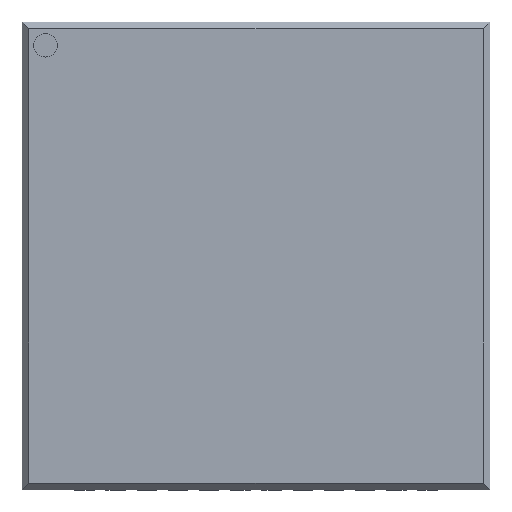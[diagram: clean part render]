
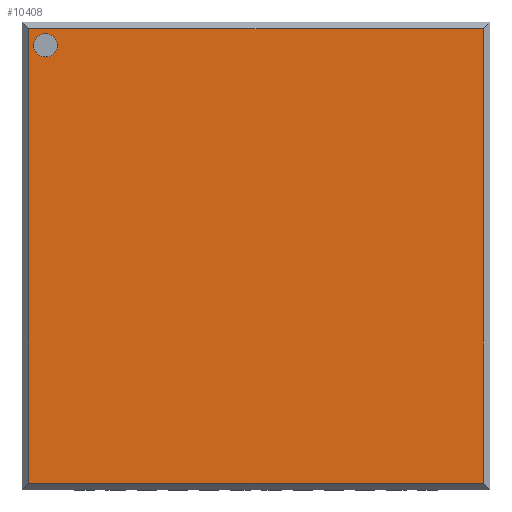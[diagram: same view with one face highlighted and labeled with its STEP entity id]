
A CAD part, top view. The second image highlights one B-rep face of the part: STEP entity #10408.
In plain terms, the highlighted planar face has unit normal (0, 0, 1).
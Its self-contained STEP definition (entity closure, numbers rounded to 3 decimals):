
#213=FACE_BOUND('',#1482,.T.);
#221=PLANE('',#11212);
#791=FACE_OUTER_BOUND('',#1481,.T.);
#1481=EDGE_LOOP('',(#7358,#7359,#7360,#7361));
#1482=EDGE_LOOP('',(#7362));
#2165=LINE('',#15250,#3398);
#2170=LINE('',#15260,#3403);
#2172=LINE('',#15264,#3405);
#2175=LINE('',#15269,#3408);
#3398=VECTOR('',#12150,10.);
#3403=VECTOR('',#12157,10.);
#3405=VECTOR('',#12161,10.);
#3408=VECTOR('',#12166,10.);
#4630=CIRCLE('',#11203,0.15);
#4872=VERTEX_POINT('',#15241);
#4874=VERTEX_POINT('',#15248);
#4875=VERTEX_POINT('',#15249);
#4879=VERTEX_POINT('',#15259);
#4880=VERTEX_POINT('',#15263);
#5854=EDGE_CURVE('',#4872,#4872,#4630,.T.);
#5857=EDGE_CURVE('',#4874,#4875,#2165,.T.);
#5862=EDGE_CURVE('',#4875,#4879,#2170,.T.);
#5864=EDGE_CURVE('',#4880,#4874,#2172,.T.);
#5867=EDGE_CURVE('',#4879,#4880,#2175,.T.);
#7358=ORIENTED_EDGE('',*,*,#5857,.F.);
#7359=ORIENTED_EDGE('',*,*,#5864,.F.);
#7360=ORIENTED_EDGE('',*,*,#5867,.F.);
#7361=ORIENTED_EDGE('',*,*,#5862,.F.);
#7362=ORIENTED_EDGE('',*,*,#5854,.T.);
#10408=ADVANCED_FACE('',(#791,#213),#221,.T.);
#11203=AXIS2_PLACEMENT_3D('',#15242,#12141,#12142);
#11212=AXIS2_PLACEMENT_3D('',#15281,#12177,#12178);
#12141=DIRECTION('center_axis',(0.,0.,-1.));
#12142=DIRECTION('ref_axis',(1.,0.,0.));
#12150=DIRECTION('',(0.,-1.,0.));
#12157=DIRECTION('',(-1.,0.,0.));
#12161=DIRECTION('',(1.,0.,0.));
#12166=DIRECTION('',(0.,1.,0.));
#12177=DIRECTION('center_axis',(0.,0.,1.));
#12178=DIRECTION('ref_axis',(1.,0.,0.));
#15241=CARTESIAN_POINT('',(-2.85,2.7,0.9));
#15242=CARTESIAN_POINT('Origin',(-2.7,2.7,0.9));
#15248=CARTESIAN_POINT('',(2.915,2.915,0.9));
#15249=CARTESIAN_POINT('',(2.915,-2.915,0.9));
#15250=CARTESIAN_POINT('',(2.915,1.5,0.9));
#15259=CARTESIAN_POINT('',(-2.915,-2.915,0.9));
#15260=CARTESIAN_POINT('',(1.5,-2.915,0.9));
#15263=CARTESIAN_POINT('',(-2.915,2.915,0.9));
#15264=CARTESIAN_POINT('',(-1.5,2.915,0.9));
#15269=CARTESIAN_POINT('',(-2.915,-1.5,0.9));
#15281=CARTESIAN_POINT('Origin',(0.,0.,0.9));
